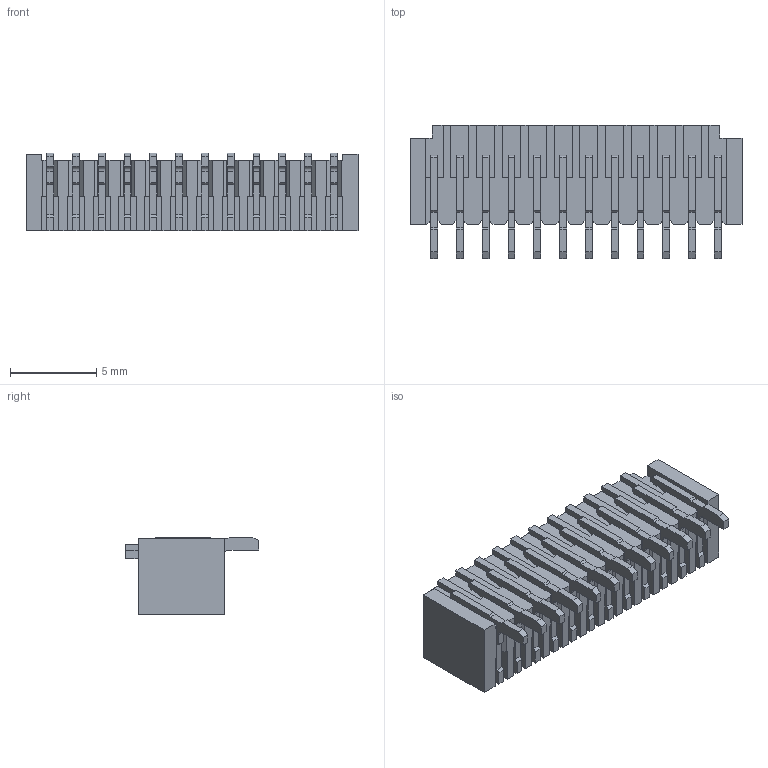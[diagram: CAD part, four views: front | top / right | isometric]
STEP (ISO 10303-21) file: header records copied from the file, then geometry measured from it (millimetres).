
FILE_DESCRIPTION((''),'2;1');
FILE_NAME('874381243','2014-03-25T',('me'),(''),'PRO/ENGINEER BY PARAMETRIC TECHNOLOGY CORPORATION, 2011490','PRO/ENGINEER BY PARAMETRIC TECHNOLOGY CORPORATION, 2011490','');
FILE_SCHEMA(('CONFIG_CONTROL_DESIGN'));
Length unit declared in the file: millimetre
Products named in the file (1): 874381243
Bounding box: 19.3 x 7.75 x 4.52 mm (x, y, z)
Volume: 222.8 mm3; surface area: 856.6 mm2
Topology: 1 solids, 1 shells, 599 faces, 1881 edges, 1284 vertices
Faces by surface type: plane 575, cylinder 24
Entity records: 20414 total; most frequent: CARTESIAN_POINT 3669, ORIENTED_EDGE 3570, DIRECTION 3129, VECTOR 1833, LINE 1833, EDGE_CURVE 1785, VERTEX_POINT 1188, AXIS2_PLACEMENT_3D 648
